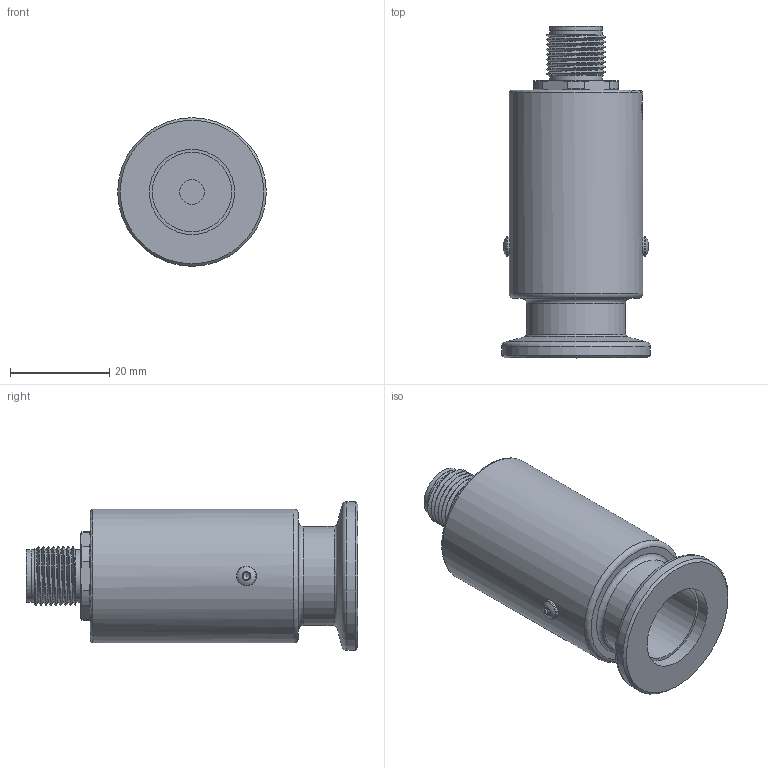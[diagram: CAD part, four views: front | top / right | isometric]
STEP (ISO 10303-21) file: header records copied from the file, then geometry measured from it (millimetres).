
FILE_DESCRIPTION(/* description */ (''),/* implementation_level */ '2;1');
FILE_NAME(/* name */ 'CDG015D(M12DN16KF)DRAFTA_SOLID.stp',/* time_stamp */ '2024-07-10T13:01:26+02:00',/* author */ ('quen001'),/* organization */ (''),/* preprocessor_version */ 'ST-DEVELOPER v19.2',/* originating_system */ 'Autodesk Inventor 2023',/* authorisation */ '');
FILE_SCHEMA (('AUTOMOTIVE_DESIGN { 1 0 10303 214 3 1 1 }'));
Length unit declared in the file: millimetre
Products named in the file (1): CDG015D(M12)DRAFTA_SOLID
Bounding box: 30 x 67 x 30 mm (x, y, z)
Volume: 27238.3 mm3; surface area: 8714.2 mm2
Topology: 1 solids, 7 shells, 170 faces, 402 edges, 258 vertices
Faces by surface type: cylinder 82, plane 36, cone 32, bspline 7, torus 7, sphere 6
Full cylindrical faces by diameter (mm): 1 x4, 1.15 x2, 1.45 x1, 1.8 x4, 3.4 x1, 3.55 x1, 4 x2, 5 x2, 5.3 x1, 9.2 x2, 9.25 x2, 10.5 x1, 10.6 x9, 10.7 x1, 12 x7, 16 x1, 17.2 x1, 20 x1, 27 x1, 30 x1
Entity records: 10077 total; most frequent: CARTESIAN_POINT 6129, ORIENTED_EDGE 792, DIRECTION 742, EDGE_CURVE 396, AXIS2_PLACEMENT_3D 320, VERTEX_POINT 258, EDGE_LOOP 196, STYLED_ITEM 171
